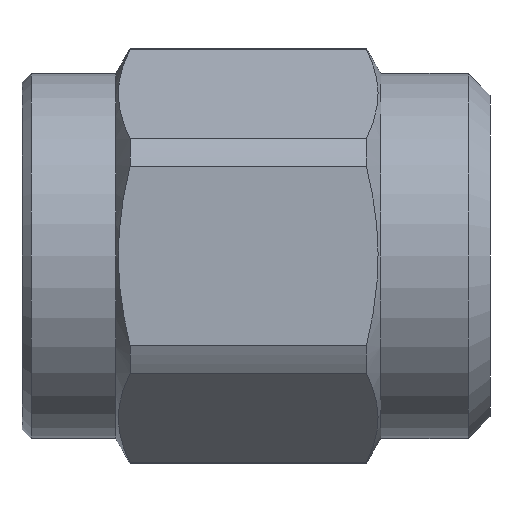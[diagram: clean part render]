
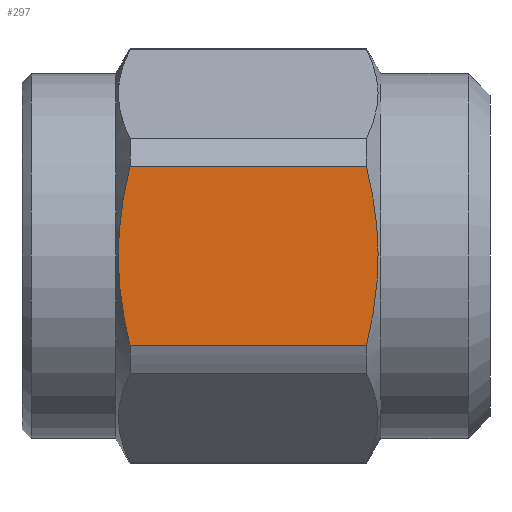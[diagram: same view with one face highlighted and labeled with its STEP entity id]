
A CAD part, front view. The second image highlights one B-rep face of the part: STEP entity #297.
In plain terms, the highlighted planar face has unit normal (0, -1, 0).
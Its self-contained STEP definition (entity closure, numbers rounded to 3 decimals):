
#3 = VERTEX_POINT ( 'NONE', #1242 ) ;
#69 = VERTEX_POINT ( 'NONE', #1256 ) ;
#89 = EDGE_LOOP ( 'NONE', ( #192, #184, #156, #147 ) ) ;
#147 = ORIENTED_EDGE ( 'NONE', *, *, #400, .F. ) ;
#156 = ORIENTED_EDGE ( 'NONE', *, *, #383, .F. ) ;
#184 = ORIENTED_EDGE ( 'NONE', *, *, #445, .F. ) ;
#192 = ORIENTED_EDGE ( 'NONE', *, *, #391, .F. ) ;
#297 = ADVANCED_FACE ( 'NONE', ( #1086 ), #810, .F. ) ;
#316 = CARTESIAN_POINT ( 'NONE',  ( 11.038, -6., -2.867 ) ) ;
#349 = CARTESIAN_POINT ( 'NONE',  ( 11.038, -6., 2.867 ) ) ;
#383 = EDGE_CURVE ( 'NONE', #3, #69, #1102, .T. ) ;
#391 = EDGE_CURVE ( 'NONE', #1262, #1277, #1101, .T. ) ;
#400 = EDGE_CURVE ( 'NONE', #1277, #3, #1030, .T. ) ;
#445 = EDGE_CURVE ( 'NONE', #69, #1262, #936, .T. ) ;
#497 = DIRECTION ( 'NONE',  ( 1., 0., 0. ) ) ;
#505 = CARTESIAN_POINT ( 'NONE',  ( 0., -6., 2.867 ) ) ;
#714 = CARTESIAN_POINT ( 'NONE',  ( 3.462, -6., 2.867 ) ) ;
#716 = CARTESIAN_POINT ( 'NONE',  ( 3.087, -6., 0.48 ) ) ;
#718 = CARTESIAN_POINT ( 'NONE',  ( 3.087, -6., -0.482 ) ) ;
#720 = CARTESIAN_POINT ( 'NONE',  ( 3.346, -6., 2.401 ) ) ;
#722 = CARTESIAN_POINT ( 'NONE',  ( 3.251, -6., 1.929 ) ) ;
#726 = CARTESIAN_POINT ( 'NONE',  ( 3.345, -6., -2.398 ) ) ;
#728 = CARTESIAN_POINT ( 'NONE',  ( 3.121, -6., -0.962 ) ) ;
#729 = CARTESIAN_POINT ( 'NONE',  ( 3.25, -6., -1.919 ) ) ;
#733 = CARTESIAN_POINT ( 'NONE',  ( 3.462, -6., -2.867 ) ) ;
#749 = DIRECTION ( 'NONE',  ( -1., 0., 0. ) ) ;
#764 = CARTESIAN_POINT ( 'NONE',  ( 15., -6., 3.464 ) ) ;
#784 = CARTESIAN_POINT ( 'NONE',  ( 11.249, -6., 1.929 ) ) ;
#793 = CARTESIAN_POINT ( 'NONE',  ( 3.121, -6., 0.966 ) ) ;
#797 = CARTESIAN_POINT ( 'NONE',  ( 11.038, -6., 2.867 ) ) ;
#798 = CARTESIAN_POINT ( 'NONE',  ( 11.379, -6., 0.966 ) ) ;
#799 = CARTESIAN_POINT ( 'NONE',  ( 11.154, -6., 2.401 ) ) ;
#801 = CARTESIAN_POINT ( 'NONE',  ( 11.413, -6., -0.482 ) ) ;
#808 = CARTESIAN_POINT ( 'NONE',  ( 0., -6., -2.867 ) ) ;
#810 = PLANE ( 'NONE',  #1113 ) ;
#811 = DIRECTION ( 'NONE',  ( 0., 0., 1. ) ) ;
#812 = DIRECTION ( 'NONE',  ( 0., 1., 0. ) ) ;
#823 = CARTESIAN_POINT ( 'NONE',  ( 11.155, -6., -2.398 ) ) ;
#830 = CARTESIAN_POINT ( 'NONE',  ( 11.038, -6., -2.867 ) ) ;
#831 = CARTESIAN_POINT ( 'NONE',  ( 11.25, -6., -1.919 ) ) ;
#832 = CARTESIAN_POINT ( 'NONE',  ( 11.379, -6., -0.962 ) ) ;
#833 = CARTESIAN_POINT ( 'NONE',  ( 11.413, -6., 0.48 ) ) ;
#936 = LINE ( 'NONE', #505, #1010 ) ;
#1010 = VECTOR ( 'NONE', #497, 1000. ) ;
#1026 = VECTOR ( 'NONE', #749, 1000. ) ;
#1030 = LINE ( 'NONE', #808, #1026 ) ;
#1086 = FACE_OUTER_BOUND ( 'NONE', #89, .T. ) ;
#1101 = B_SPLINE_CURVE_WITH_KNOTS ( 'NONE', 3,
 ( #797, #799, #784, #798, #833, #801, #832, #831, #823, #830 ),
 .UNSPECIFIED., .F., .F.,
 ( 4, 2, 2, 2, 4 ),
 ( 0.004, 0.005, 0.007, 0.008, 0.009 ),
 .UNSPECIFIED. ) ;
#1102 = B_SPLINE_CURVE_WITH_KNOTS ( 'NONE', 3,
 ( #733, #726, #729, #728, #718, #716, #793, #722, #720, #714 ),
 .UNSPECIFIED., .F., .F.,
 ( 4, 2, 2, 2, 4 ),
 ( 0.006, 0.007, 0.009, 0.01, 0.012 ),
 .UNSPECIFIED. ) ;
#1113 = AXIS2_PLACEMENT_3D ( 'NONE', #764, #812, #811 ) ;
#1242 = CARTESIAN_POINT ( 'NONE',  ( 3.462, -6., -2.867 ) ) ;
#1256 = CARTESIAN_POINT ( 'NONE',  ( 3.462, -6., 2.867 ) ) ;
#1262 = VERTEX_POINT ( 'NONE', #349 ) ;
#1277 = VERTEX_POINT ( 'NONE', #316 ) ;
